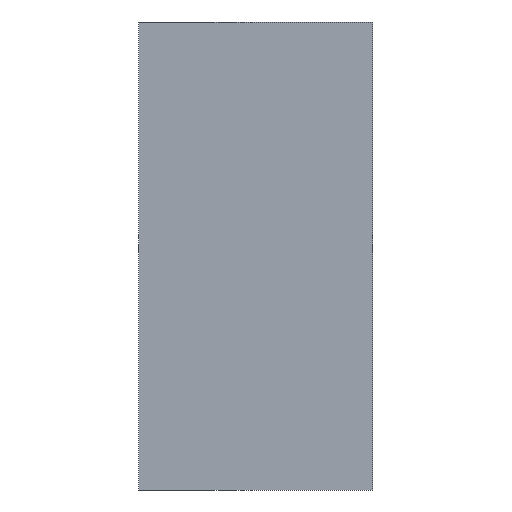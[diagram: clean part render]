
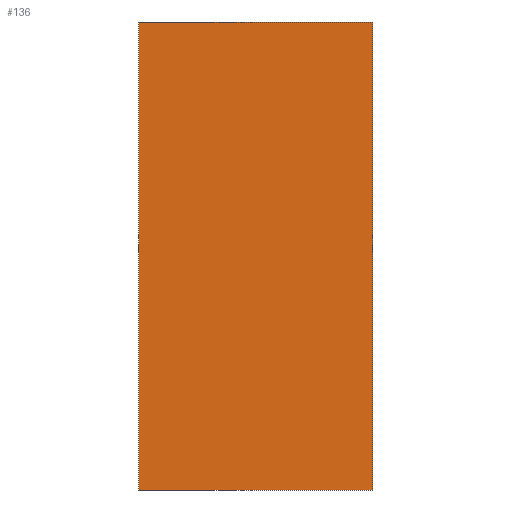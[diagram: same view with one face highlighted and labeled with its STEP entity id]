
A CAD part, front view. The second image highlights one B-rep face of the part: STEP entity #136.
In plain terms, the highlighted planar face has unit normal (0, -1, 0).
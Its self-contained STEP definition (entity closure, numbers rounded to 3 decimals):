
#5 = FACE_OUTER_BOUND ( 'NONE', #175, .T. ) ;
#8 = VECTOR ( 'NONE', #144, 1000. ) ;
#9 = CARTESIAN_POINT ( 'NONE',  ( 152.4, 0., 304.8 ) ) ;
#11 = CARTESIAN_POINT ( 'NONE',  ( -152.4, 0., -304.8 ) ) ;
#18 = VERTEX_POINT ( 'NONE', #181 ) ;
#20 = DIRECTION ( 'NONE',  ( 0., 0., 1. ) ) ;
#33 = ORIENTED_EDGE ( 'NONE', *, *, #225, .T. ) ;
#38 = LINE ( 'NONE', #92, #8 ) ;
#45 = VERTEX_POINT ( 'NONE', #9 ) ;
#47 = DIRECTION ( 'NONE',  ( 0., 0., -1. ) ) ;
#60 = VERTEX_POINT ( 'NONE', #224 ) ;
#61 = AXIS2_PLACEMENT_3D ( 'NONE', #162, #63, #207 ) ;
#63 = DIRECTION ( 'NONE',  ( 0., -1., 0. ) ) ;
#67 = ORIENTED_EDGE ( 'NONE', *, *, #168, .T. ) ;
#80 = DIRECTION ( 'NONE',  ( 1., 0., 0. ) ) ;
#92 = CARTESIAN_POINT ( 'NONE',  ( 152.4, 0., 304.8 ) ) ;
#101 = ORIENTED_EDGE ( 'NONE', *, *, #173, .T. ) ;
#132 = LINE ( 'NONE', #11, #174 ) ;
#135 = LINE ( 'NONE', #211, #230 ) ;
#136 = ADVANCED_FACE ( 'NONE', ( #5 ), #160, .T. ) ;
#144 = DIRECTION ( 'NONE',  ( -1., 0., 0. ) ) ;
#145 = CARTESIAN_POINT ( 'NONE',  ( -152.4, 0., -304.8 ) ) ;
#146 = CARTESIAN_POINT ( 'NONE',  ( 152.4, 0., -304.8 ) ) ;
#150 = LINE ( 'NONE', #146, #193 ) ;
#154 = VERTEX_POINT ( 'NONE', #145 ) ;
#156 = EDGE_CURVE ( 'NONE', #154, #18, #132, .T. ) ;
#160 = PLANE ( 'NONE',  #61 ) ;
#162 = CARTESIAN_POINT ( 'NONE',  ( 0., 0., 0. ) ) ;
#168 = EDGE_CURVE ( 'NONE', #45, #60, #38, .T. ) ;
#173 = EDGE_CURVE ( 'NONE', #60, #154, #135, .T. ) ;
#174 = VECTOR ( 'NONE', #80, 1000. ) ;
#175 = EDGE_LOOP ( 'NONE', ( #101, #195, #33, #67 ) ) ;
#181 = CARTESIAN_POINT ( 'NONE',  ( 152.4, 0., -304.8 ) ) ;
#193 = VECTOR ( 'NONE', #20, 1000. ) ;
#195 = ORIENTED_EDGE ( 'NONE', *, *, #156, .T. ) ;
#207 = DIRECTION ( 'NONE',  ( 0., 0., -1. ) ) ;
#211 = CARTESIAN_POINT ( 'NONE',  ( -152.4, 0., 304.8 ) ) ;
#224 = CARTESIAN_POINT ( 'NONE',  ( -152.4, 0., 304.8 ) ) ;
#225 = EDGE_CURVE ( 'NONE', #18, #45, #150, .T. ) ;
#230 = VECTOR ( 'NONE', #47, 1000. ) ;
